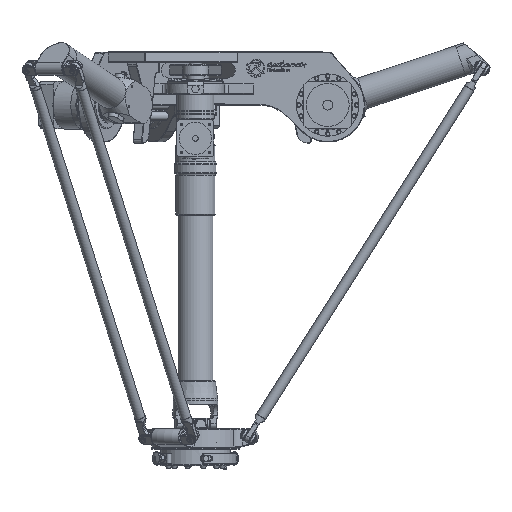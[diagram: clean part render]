
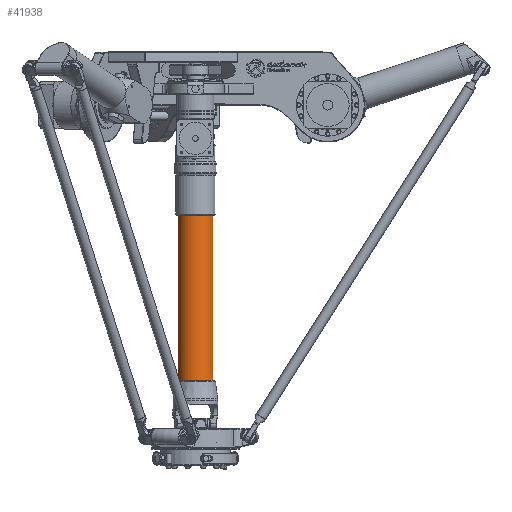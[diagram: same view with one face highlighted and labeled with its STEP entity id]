
A CAD part, front view. The second image highlights one B-rep face of the part: STEP entity #41938.
In plain terms, the highlighted cylindrical face has radius 33.5 mm (diameter 67 mm), a full revolution.
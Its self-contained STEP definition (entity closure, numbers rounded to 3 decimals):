
#1937=FACE_BOUND('',#9118,.T.);
#5795=FACE_OUTER_BOUND('',#9117,.T.);
#9117=EDGE_LOOP('',(#37575));
#9118=EDGE_LOOP('',(#37576));
#11019=CIRCLE('',#46437,33.5);
#11051=CIRCLE('',#46518,33.5);
#21017=VERTEX_POINT('',#81865);
#21085=VERTEX_POINT('',#82198);
#26497=EDGE_CURVE('',#21017,#21017,#11019,.T.);
#26599=EDGE_CURVE('',#21085,#21085,#11051,.T.);
#37575=ORIENTED_EDGE('',*,*,#26497,.F.);
#37576=ORIENTED_EDGE('',*,*,#26599,.T.);
#38490=CYLINDRICAL_SURFACE('',#46530,33.5);
#41938=ADVANCED_FACE('',(#5795,#1937),#38490,.T.);
#46437=AXIS2_PLACEMENT_3D('',#81866,#58091,#58092);
#46518=AXIS2_PLACEMENT_3D('',#82199,#58305,#58306);
#46530=AXIS2_PLACEMENT_3D('',#82215,#58329,#58330);
#58091=DIRECTION('center_axis',(0.,-1.,0.));
#58092=DIRECTION('ref_axis',(1.,0.,0.));
#58305=DIRECTION('center_axis',(0.,-1.,0.));
#58306=DIRECTION('ref_axis',(1.,0.,0.));
#58329=DIRECTION('center_axis',(0.,-1.,0.));
#58330=DIRECTION('ref_axis',(1.,0.,0.));
#81865=CARTESIAN_POINT('',(33.5,0.,0.));
#81866=CARTESIAN_POINT('Origin',(0.,0.,0.));
#82198=CARTESIAN_POINT('',(33.5,312.57,0.));
#82199=CARTESIAN_POINT('Origin',(0.,312.57,0.));
#82215=CARTESIAN_POINT('Origin',(0.,156.285,0.));
